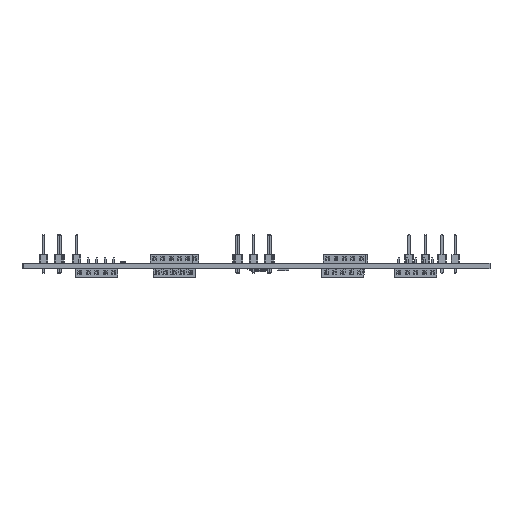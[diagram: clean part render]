
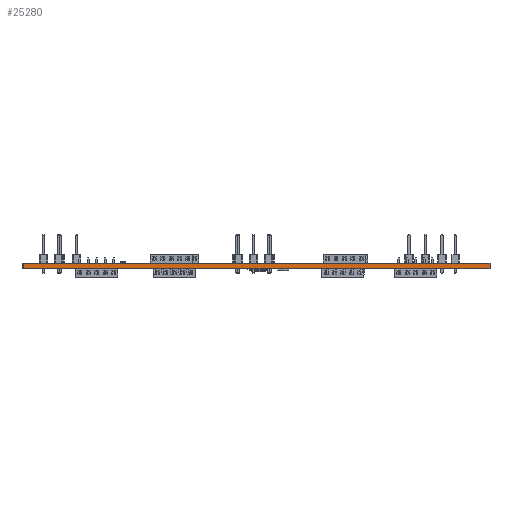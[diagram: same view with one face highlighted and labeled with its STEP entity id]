
A CAD part, front view. The second image highlights one B-rep face of the part: STEP entity #25280.
In plain terms, the highlighted planar face has unit normal (0, -1, 0).
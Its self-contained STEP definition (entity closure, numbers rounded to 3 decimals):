
#21152 = VERTEX_POINT('',#21153);
#21153 = CARTESIAN_POINT('',(72.5,-124.5,0.));
#21159 = EDGE_CURVE('',#21160,#21152,#21162,.T.);
#21160 = VERTEX_POINT('',#21161);
#21161 = CARTESIAN_POINT('',(213.5,-124.5,0.));
#21162 = LINE('',#21163,#21164);
#21163 = CARTESIAN_POINT('',(213.5,-124.5,0.));
#21164 = VECTOR('',#21165,1.);
#21165 = DIRECTION('',(-1.,0.,0.));
#23145 = VERTEX_POINT('',#23146);
#23146 = CARTESIAN_POINT('',(72.5,-124.5,1.6));
#23152 = EDGE_CURVE('',#23153,#23145,#23155,.T.);
#23153 = VERTEX_POINT('',#23154);
#23154 = CARTESIAN_POINT('',(213.5,-124.5,1.6));
#23155 = LINE('',#23156,#23157);
#23156 = CARTESIAN_POINT('',(213.5,-124.5,1.6));
#23157 = VECTOR('',#23158,1.);
#23158 = DIRECTION('',(-1.,0.,0.));
#25252 = EDGE_CURVE('',#21160,#23153,#25253,.T.);
#25253 = LINE('',#25254,#25255);
#25254 = CARTESIAN_POINT('',(213.5,-124.5,0.));
#25255 = VECTOR('',#25256,1.);
#25256 = DIRECTION('',(0.,0.,1.));
#25280 = ADVANCED_FACE('',(#25281),#25292,.T.);
#25281 = FACE_BOUND('',#25282,.T.);
#25282 = EDGE_LOOP('',(#25283,#25284,#25285,#25291));
#25283 = ORIENTED_EDGE('',*,*,#25252,.T.);
#25284 = ORIENTED_EDGE('',*,*,#23152,.T.);
#25285 = ORIENTED_EDGE('',*,*,#25286,.F.);
#25286 = EDGE_CURVE('',#21152,#23145,#25287,.T.);
#25287 = LINE('',#25288,#25289);
#25288 = CARTESIAN_POINT('',(72.5,-124.5,0.));
#25289 = VECTOR('',#25290,1.);
#25290 = DIRECTION('',(0.,0.,1.));
#25291 = ORIENTED_EDGE('',*,*,#21159,.F.);
#25292 = PLANE('',#25293);
#25293 = AXIS2_PLACEMENT_3D('',#25294,#25295,#25296);
#25294 = CARTESIAN_POINT('',(213.5,-124.5,0.));
#25295 = DIRECTION('',(0.,-1.,0.));
#25296 = DIRECTION('',(-1.,0.,0.));
